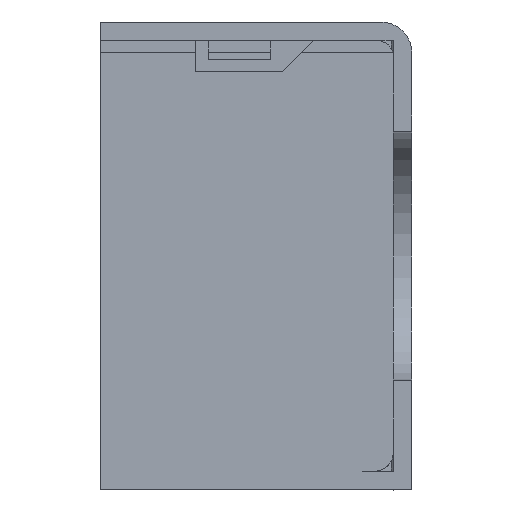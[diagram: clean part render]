
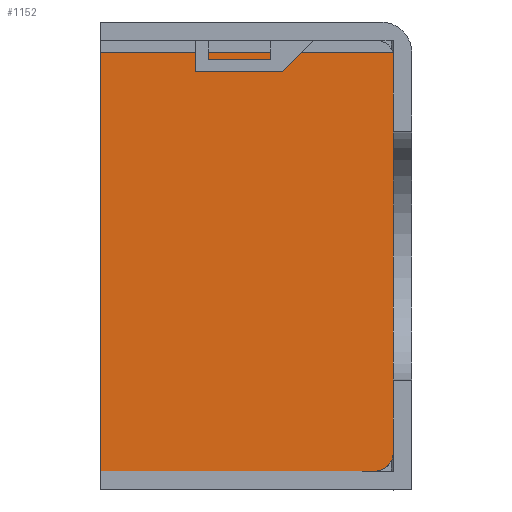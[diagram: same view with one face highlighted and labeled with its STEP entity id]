
A CAD part, left-side view. The second image highlights one B-rep face of the part: STEP entity #1152.
In plain terms, the highlighted planar face has unit normal (-1, 0, 0).
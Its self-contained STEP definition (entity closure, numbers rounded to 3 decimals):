
#38=CIRCLE('',#1227,3.);
#40=CIRCLE('',#1230,2.5);
#66=FACE_OUTER_BOUND('',#126,.T.);
#126=EDGE_LOOP('',(#893,#894,#895,#896,#897,#898,#899,#900));
#208=LINE('',#1674,#358);
#217=LINE('',#1696,#367);
#233=LINE('',#1737,#383);
#235=LINE('',#1741,#385);
#237=LINE('',#1744,#387);
#238=LINE('',#1745,#388);
#358=VECTOR('',#1358,10.);
#367=VECTOR('',#1373,10.);
#383=VECTOR('',#1415,10.);
#385=VECTOR('',#1421,10.);
#387=VECTOR('',#1425,10.);
#388=VECTOR('',#1426,10.);
#502=VERTEX_POINT('',#1653);
#509=VERTEX_POINT('',#1671);
#510=VERTEX_POINT('',#1673);
#519=VERTEX_POINT('',#1693);
#520=VERTEX_POINT('',#1695);
#524=VERTEX_POINT('',#1709);
#526=VERTEX_POINT('',#1715);
#527=VERTEX_POINT('',#1717);
#632=EDGE_CURVE('',#509,#510,#208,.T.);
#643=EDGE_CURVE('',#519,#520,#217,.T.);
#651=EDGE_CURVE('',#509,#524,#38,.T.);
#654=EDGE_CURVE('',#526,#527,#40,.T.);
#665=EDGE_CURVE('',#527,#524,#233,.T.);
#667=EDGE_CURVE('',#520,#526,#235,.T.);
#669=EDGE_CURVE('',#502,#519,#237,.T.);
#670=EDGE_CURVE('',#510,#502,#238,.T.);
#893=ORIENTED_EDGE('',*,*,#651,.T.);
#894=ORIENTED_EDGE('',*,*,#665,.F.);
#895=ORIENTED_EDGE('',*,*,#654,.F.);
#896=ORIENTED_EDGE('',*,*,#667,.F.);
#897=ORIENTED_EDGE('',*,*,#643,.F.);
#898=ORIENTED_EDGE('',*,*,#669,.F.);
#899=ORIENTED_EDGE('',*,*,#670,.F.);
#900=ORIENTED_EDGE('',*,*,#632,.F.);
#1099=PLANE('',#1238);
#1152=ADVANCED_FACE('',(#66),#1099,.T.);
#1227=AXIS2_PLACEMENT_3D('',#1711,#1388,#1389);
#1230=AXIS2_PLACEMENT_3D('',#1718,#1395,#1396);
#1238=AXIS2_PLACEMENT_3D('',#1743,#1423,#1424);
#1358=DIRECTION('',(0.,1.,0.));
#1373=DIRECTION('',(0.,0.,1.));
#1388=DIRECTION('center_axis',(-1.,0.,0.));
#1389=DIRECTION('ref_axis',(0.,0.,
-1.));
#1395=DIRECTION('center_axis',(1.,0.,0.));
#1396=DIRECTION('ref_axis',(0.,0.,1.));
#1415=DIRECTION('',(0.,0.,-1.));
#1421=DIRECTION('',(0.,-1.,0.));
#1423=DIRECTION('center_axis',(-1.,0.,0.));
#1424=DIRECTION('ref_axis',(0.,1.,0.));
#1425=DIRECTION('',(0.,1.,0.));
#1426=DIRECTION('',(0.,0.,-1.));
#1653=CARTESIAN_POINT('',(501.989,-23.,749.7));
#1671=CARTESIAN_POINT('',(501.989,-24.,752.7));
#1673=CARTESIAN_POINT('',(501.989,-23.,752.7));
#1674=CARTESIAN_POINT('',(501.989,-15.25,752.7));
#1693=CARTESIAN_POINT('',(501.989,20.,749.7));
#1695=CARTESIAN_POINT('',(502.,20.,819.758));
#1696=CARTESIAN_POINT('',(501.989,20.,749.7));
#1709=CARTESIAN_POINT('',(501.99,-27.,755.7));
#1711=CARTESIAN_POINT('Origin',(501.99,-24.,755.7));
#1715=CARTESIAN_POINT('',(502.,-26.937,819.758));
#1717=CARTESIAN_POINT('',(502.,-27.,819.2));
#1718=CARTESIAN_POINT('Origin',(502.,-24.5,819.2));
#1737=CARTESIAN_POINT('',(501.995,-27.,784.157));
#1741=CARTESIAN_POINT('',(502.,7.5,819.758));
#1743=CARTESIAN_POINT('Origin',(502.,-27.,817.925));
#1744=CARTESIAN_POINT('',(501.989,-17.5,749.7));
#1745=CARTESIAN_POINT('',(501.995,-23.,784.813));
